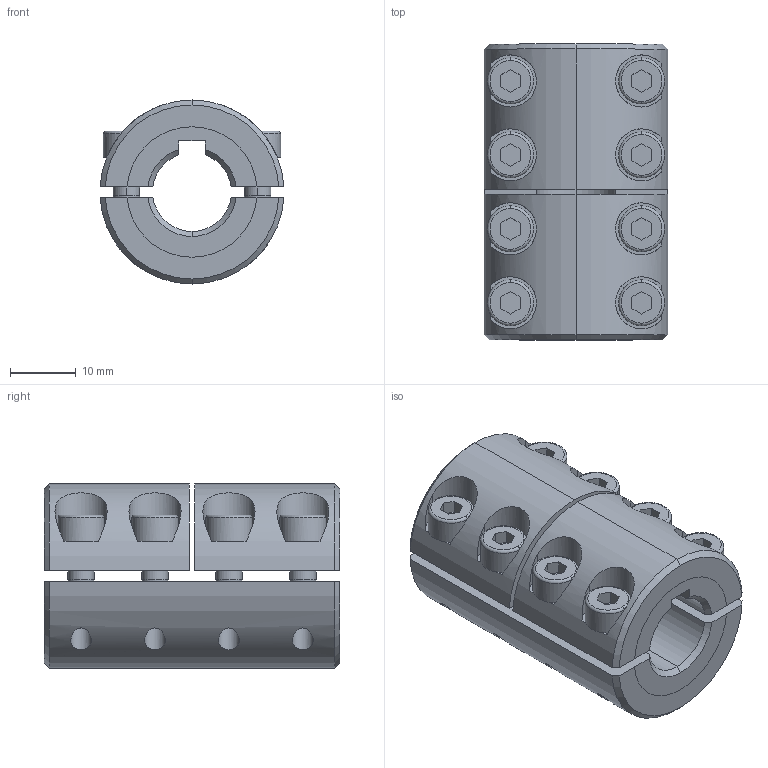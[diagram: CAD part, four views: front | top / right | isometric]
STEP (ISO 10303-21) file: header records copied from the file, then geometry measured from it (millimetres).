
FILE_DESCRIPTION(('starvars output'),'1');
FILE_NAME('cv20230721094910000011372.stp','09:49:12 2023/07/21',('Thomas Industrial Network Germany GmbH'),(' '),'Spatial InterOp 3D',' ',' ');
FILE_SCHEMA(('AP242_MANAGED_MODEL_BASED_3D_ENGINEERING_MIM_LF {1 0 10303 442 2 1 4}'));
Length unit declared in the file: millimetre
Products named in the file (1): 1
Bounding box: 27.96 x 45 x 28 mm (x, y, z)
Volume: 20349.9 mm3; surface area: 9871.2 mm2
Topology: 1 solids, 1 shells, 252 faces, 612 edges, 398 vertices
Faces by surface type: plane 116, cylinder 104, cone 16, torus 16
Entity records: 10940 total; most frequent: CARTESIAN_POINT 2887, DIRECTION 1282, ORIENTED_EDGE 1224, EDGE_CURVE 612, AXIS2_PLACEMENT_3D 485, VERTEX_POINT 398, LINE 312, VECTOR 312
